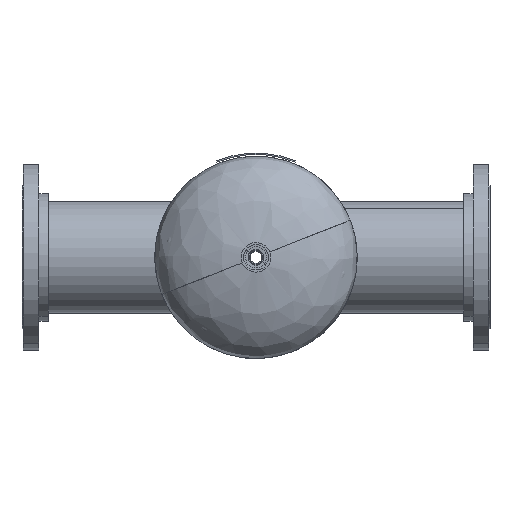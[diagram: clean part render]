
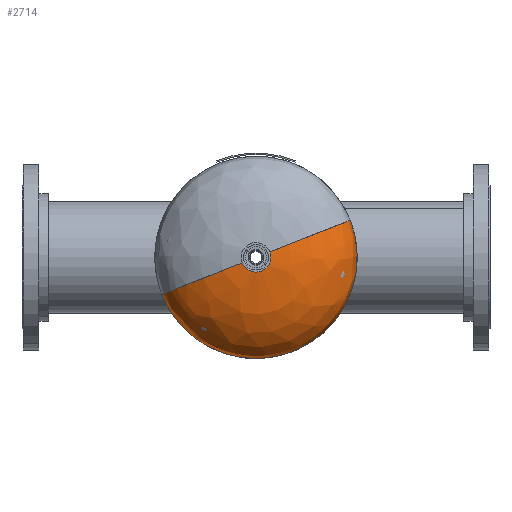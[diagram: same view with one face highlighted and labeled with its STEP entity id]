
A CAD part, front view. The second image highlights one B-rep face of the part: STEP entity #2714.
In plain terms, the highlighted free-form (B-spline) face has degree [3, 3] with [4, 4] control points.
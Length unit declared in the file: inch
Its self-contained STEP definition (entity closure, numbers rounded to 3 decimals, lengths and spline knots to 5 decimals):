
#57 = EDGE_CURVE ( 'NONE', #4651, #1703, #290, .T. ) ;
#129 = VERTEX_POINT ( 'NONE', #2465 ) ;
#183 = CARTESIAN_POINT ( 'NONE',  ( 6., 1.0125, -12. ) ) ;
#217 = CARTESIAN_POINT ( 'NONE',  ( -6., 1.0125, 0. ) ) ;
#223 = CARTESIAN_POINT ( 'NONE',  ( 3.9, 3.83638, -7.8 ) ) ;
#252 = CARTESIAN_POINT ( 'NONE',  ( 0.75, 4.03808, -1.5 ) ) ;
#290 = CIRCLE ( 'NONE', #4845, 6. ) ;
#352 = CARTESIAN_POINT ( 'NONE',  ( -6., 2.62614, 0. ) ) ;
#374 = EDGE_CURVE ( 'NONE', #6514, #4651, #4224, .T. ) ;
#609 = DIRECTION ( 'NONE',  ( 0., 0., -1. ) ) ;
#668 = CARTESIAN_POINT ( 'NONE',  ( 6., 1.0125, 0. ) ) ;
#699 = CARTESIAN_POINT ( 'NONE',  ( 6., 2.62614, -12. ) ) ;
#791 = EDGE_CURVE ( 'NONE', #6514, #5078, #3750, .T. ) ;
#1194 = CARTESIAN_POINT ( 'NONE',  ( 0.75, 4.03808, 0. ) ) ;
#1232 = CARTESIAN_POINT ( 'NONE',  ( -0.75, 4.03808, -1.5 ) ) ;
#1262 = CARTESIAN_POINT ( 'NONE',  ( -6., 1.0125, 0. ) ) ;
#1274 = DIRECTION ( 'NONE',  ( 0., -1., 0. ) ) ;
#1293 = CARTESIAN_POINT ( 'NONE',  ( 0., 1.0125, -6. ) ) ;
#1583 = EDGE_LOOP ( 'NONE', ( #5979, #4019, #2830, #2950, #5510, #4480 ) ) ;
#1626 = CARTESIAN_POINT ( 'NONE',  ( 6., 1.0125, 0. ) ) ;
#1688 = FACE_OUTER_BOUND ( 'NONE', #1583, .T. ) ;
#1703 = VERTEX_POINT ( 'NONE', #1293 ) ;
#1750 = AXIS2_PLACEMENT_3D ( 'NONE', #3782, #3247, #609 ) ;
#1799 = CARTESIAN_POINT ( 'NONE',  ( 0., 4.03808, 0. ) ) ;
#2269 =( BOUNDED_CURVE ( )  B_SPLINE_CURVE ( 3, ( #2658, #6517, #6478, #1626 ),
 .UNSPECIFIED., .F., .F. ) 
 B_SPLINE_CURVE_WITH_KNOTS ( ( 4, 4 ),
 ( 1.69612, 3.14159 ),
 .UNSPECIFIED. ) 
 CURVE ( )  GEOMETRIC_REPRESENTATION_ITEM ( )  RATIONAL_B_SPLINE_CURVE ( ( 1., 0.833, 0.833, 1. ) ) 
 REPRESENTATION_ITEM ( '' )  );
#2359 = CARTESIAN_POINT ( 'NONE',  ( 0., 1.0125, 0. ) ) ;
#2465 = CARTESIAN_POINT ( 'NONE',  ( 0.75, 4.03808, 0. ) ) ;
#2658 = CARTESIAN_POINT ( 'NONE',  ( 0.75, 4.03808, 0. ) ) ;
#2714 = ADVANCED_FACE ( 'NONE', ( #1688 ), #4676, .F. ) ;
#2736 = CARTESIAN_POINT ( 'NONE',  ( -0.75, 4.03808, 0. ) ) ;
#2830 = ORIENTED_EDGE ( 'NONE', *, *, #6226, .T. ) ;
#2887 = CARTESIAN_POINT ( 'NONE',  ( -0.75, 4.03808, 0. ) ) ;
#2950 = ORIENTED_EDGE ( 'NONE', *, *, #5916, .T. ) ;
#3013 = CARTESIAN_POINT ( 'NONE',  ( -6., 1.0125, 0. ) ) ;
#3247 = DIRECTION ( 'NONE',  ( 0., -1., 0. ) ) ;
#3311 = CARTESIAN_POINT ( 'NONE',  ( -0.75, 4.03808, 0. ) ) ;
#3340 = CARTESIAN_POINT ( 'NONE',  ( -6., 2.62614, 0. ) ) ;
#3374 = CARTESIAN_POINT ( 'NONE',  ( -6., 1.0125, -12. ) ) ;
#3385 = DIRECTION ( 'NONE',  ( 0., 0., -1. ) ) ;
#3750 = CIRCLE ( 'NONE', #1750, 0.75 ) ;
#3782 = CARTESIAN_POINT ( 'NONE',  ( 0., 4.03808, 0. ) ) ;
#3906 = CARTESIAN_POINT ( 'NONE',  ( 3.9, 3.83638, 0. ) ) ;
#4019 = ORIENTED_EDGE ( 'NONE', *, *, #791, .T. ) ;
#4133 = DIRECTION ( 'NONE',  ( 0., -1., 0. ) ) ;
#4197 = VERTEX_POINT ( 'NONE', #5603 ) ;
#4224 =( BOUNDED_CURVE ( )  B_SPLINE_CURVE ( 3, ( #2736, #4866, #352, #3013 ),
 .UNSPECIFIED., .F., .F. ) 
 B_SPLINE_CURVE_WITH_KNOTS ( ( 4, 4 ),
 ( 1.69612, 3.14159 ),
 .UNSPECIFIED. ) 
 CURVE ( )  GEOMETRIC_REPRESENTATION_ITEM ( )  RATIONAL_B_SPLINE_CURVE ( ( 1., 0.833, 0.833, 1. ) ) 
 REPRESENTATION_ITEM ( '' )  );
#4403 = CIRCLE ( 'NONE', #5619, 0.75 ) ;
#4480 = ORIENTED_EDGE ( 'NONE', *, *, #57, .F. ) ;
#4651 = VERTEX_POINT ( 'NONE', #217 ) ;
#4676 =( BOUNDED_SURFACE ( )  B_SPLINE_SURFACE ( 3, 3, ( 
 ( #2887, #1232, #252, #1194 ),
 ( #5948, #5531, #223, #3906 ),
 ( #3340, #5461, #699, #6020 ),
 ( #1262, #3374, #183, #668 ) ),
 .UNSPECIFIED., .F., .F., .T. ) 
 B_SPLINE_SURFACE_WITH_KNOTS ( ( 4, 4 ),
 ( 4, 4 ),
 ( 0., 1. ),
 ( 0., 1. ),
 .UNSPECIFIED. ) 
 GEOMETRIC_REPRESENTATION_ITEM ( )  RATIONAL_B_SPLINE_SURFACE ( (
 ( 1., 0.333, 0.333, 1.),
 ( 0.833, 0.278, 0.278, 0.833),
 ( 0.833, 0.278, 0.278, 0.833),
 ( 1., 0.333, 0.333, 1.) ) ) 
 REPRESENTATION_ITEM ( '' )  SURFACE ( )  );
#4815 = EDGE_CURVE ( 'NONE', #1703, #4197, #5713, .T. ) ;
#4832 = AXIS2_PLACEMENT_3D ( 'NONE', #5139, #4133, #5837 ) ;
#4845 = AXIS2_PLACEMENT_3D ( 'NONE', #2359, #5559, #6594 ) ;
#4866 = CARTESIAN_POINT ( 'NONE',  ( -3.9, 3.83638, 0. ) ) ;
#5078 = VERTEX_POINT ( 'NONE', #6241 ) ;
#5139 = CARTESIAN_POINT ( 'NONE',  ( 0., 1.0125, 0. ) ) ;
#5461 = CARTESIAN_POINT ( 'NONE',  ( -6., 2.62614, -12. ) ) ;
#5510 = ORIENTED_EDGE ( 'NONE', *, *, #4815, .F. ) ;
#5531 = CARTESIAN_POINT ( 'NONE',  ( -3.9, 3.83638, -7.8 ) ) ;
#5559 = DIRECTION ( 'NONE',  ( 0., -1., 0. ) ) ;
#5603 = CARTESIAN_POINT ( 'NONE',  ( 6., 1.0125, 0. ) ) ;
#5619 = AXIS2_PLACEMENT_3D ( 'NONE', #1799, #1274, #3385 ) ;
#5713 = CIRCLE ( 'NONE', #4832, 6. ) ;
#5837 = DIRECTION ( 'NONE',  ( 0., 0., -1. ) ) ;
#5916 = EDGE_CURVE ( 'NONE', #129, #4197, #2269, .T. ) ;
#5948 = CARTESIAN_POINT ( 'NONE',  ( -3.9, 3.83638, 0. ) ) ;
#5979 = ORIENTED_EDGE ( 'NONE', *, *, #374, .F. ) ;
#6020 = CARTESIAN_POINT ( 'NONE',  ( 6., 2.62614, 0. ) ) ;
#6226 = EDGE_CURVE ( 'NONE', #5078, #129, #4403, .T. ) ;
#6241 = CARTESIAN_POINT ( 'NONE',  ( 0.27516, 4.03808, -0.6977 ) ) ;
#6478 = CARTESIAN_POINT ( 'NONE',  ( 6., 2.62614, 0. ) ) ;
#6514 = VERTEX_POINT ( 'NONE', #3311 ) ;
#6517 = CARTESIAN_POINT ( 'NONE',  ( 3.9, 3.83638, 0. ) ) ;
#6594 = DIRECTION ( 'NONE',  ( 0., 0., -1. ) ) ;
